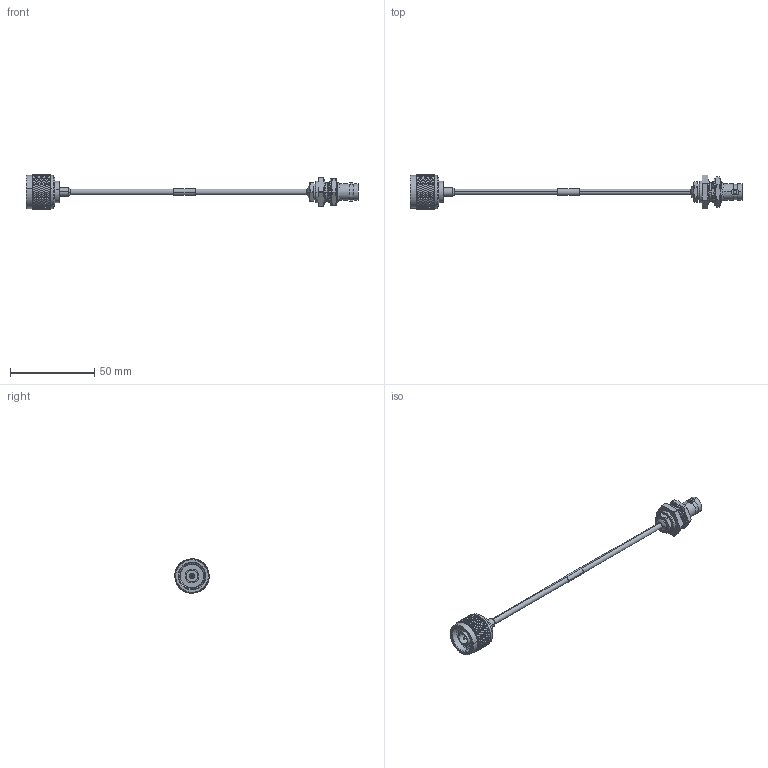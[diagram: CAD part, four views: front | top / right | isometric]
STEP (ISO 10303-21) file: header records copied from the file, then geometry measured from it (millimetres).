
FILE_DESCRIPTION (( 'STEP AP214' ), '1' );
FILE_NAME ('LCCA30438.step', '2020-05-01T19:58:13', ( '' ), ( '' ), 'SwSTEP 2.0', 'SolidWorks 2018', '' );
FILE_SCHEMA (( 'AUTOMOTIVE_DESIGN' ));
Length unit declared in the file: inch
Products named in the file (7): LCCA30438; solder plug left^LCCA30438; LCCN3065; solder plug right^LCCA30438; LC141TB (141 FORMABLE); 1AW01-003_.152 ID; LCCN3051
Assembly tree (6 placements, depth 2):
  LCCA30438
    LC141TB (141 FORMABLE)
    LCCN3051
    solder plug left^LCCA30438
    1AW01-003_.152 ID
    LCCN3065
    solder plug right^LCCA30438
Bounding box: 196.74 x 20.32 x 20.32 mm (x, y, z)
Volume: 8597.9 mm3; surface area: 8654.3 mm2
Topology: 9 solids, 9 shells, 2601 faces, 5709 edges, 3145 vertices
Faces by surface type: bspline 1865, cylinder 583, plane 86, cone 59, torus 4, sphere 4
Entity records: 108652 total; most frequent: CARTESIAN_POINT 71919, ORIENTED_EDGE 11418, EDGE_CURVE 5709, VERTEX_POINT 3145, DIRECTION 2712, EDGE_LOOP 2632, ADVANCED_FACE 2601, FACE_OUTER_BOUND 2601
